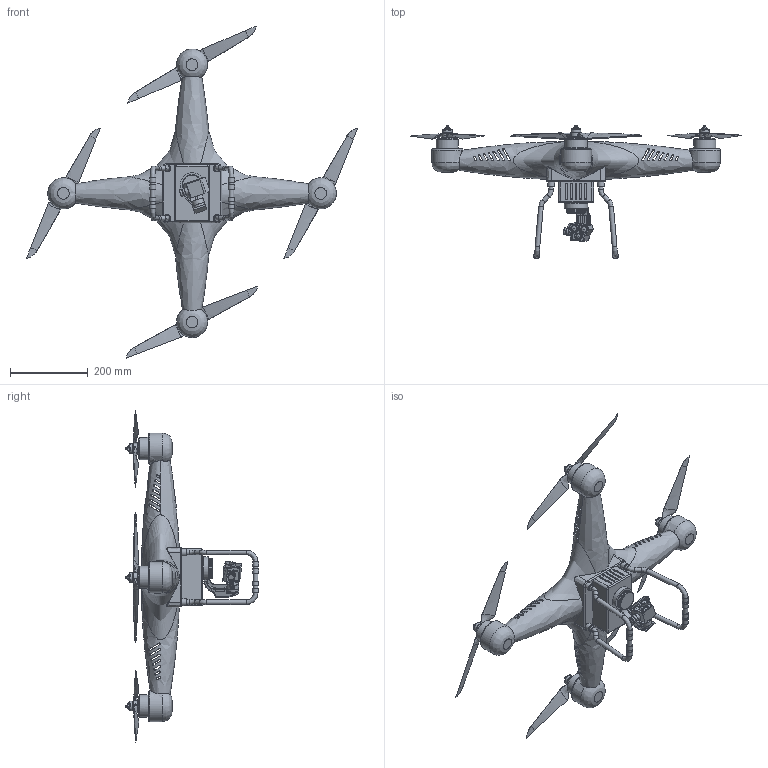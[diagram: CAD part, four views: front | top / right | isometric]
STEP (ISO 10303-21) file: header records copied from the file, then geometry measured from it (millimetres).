
FILE_DESCRIPTION(('FreeCAD Model'),'2;1');
FILE_NAME('Open CASCADE Shape Model','2025-04-26T19:15:52',('FreeCAD'),( 'FreeCAD'),'Open CASCADE STEP processor 7.6','FreeCAD','Unknown');
FILE_SCHEMA(('AUTOMOTIVE_DESIGN { 1 0 10303 214 1 1 1 1 }'));
Products named in the file (1): Open CASCADE STEP translator 7.6 1
Bounding box: 852.74 x 343.62 x 854.31 mm (x, y, z)
Volume: 2364604.7 mm3; surface area: 1133509 mm2
Topology: 36 solids, 37 shells, 1957 faces, 6024 edges, 3990 vertices
Faces by surface type: bspline 1957
Entity records: 104678 total; most frequent: CARTESIAN_POINT 71010, ORIENTED_EDGE 11996, EDGE_CURVE 5998, VERTEX_POINT 3993, B_SPLINE_CURVE_WITH_KNOTS 3812, FACE_BOUND 2343, EDGE_LOOP 2343, ADVANCED_FACE 1957
